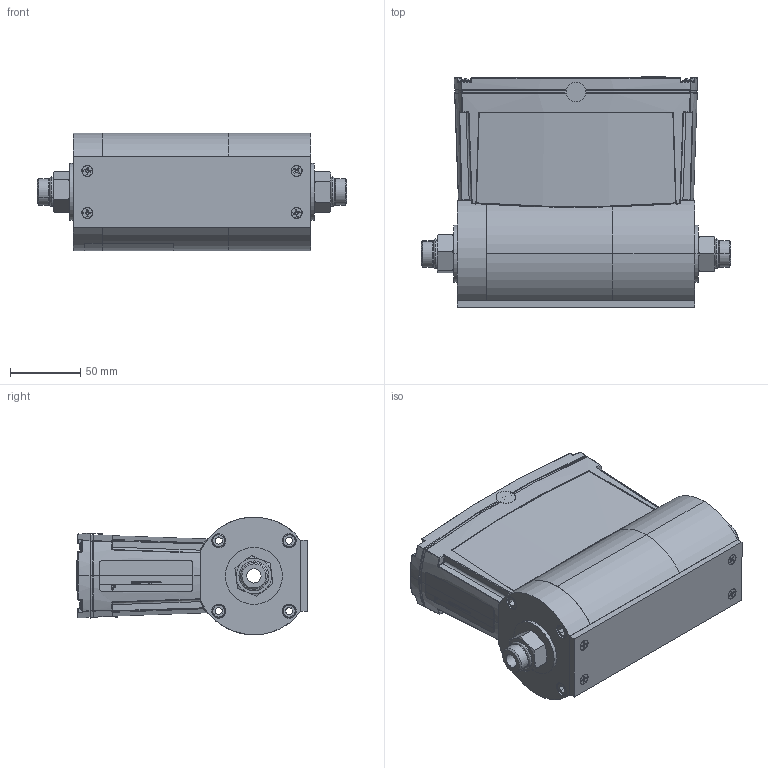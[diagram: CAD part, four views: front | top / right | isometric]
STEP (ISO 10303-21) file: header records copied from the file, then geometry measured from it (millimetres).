
FILE_DESCRIPTION (( 'STEP AP214' ), '1' );
FILE_NAME ('IE1000-8VCO-15Pin-5VDC.STEP', '2016-05-27T18:47:10', ( '' ), ( '' ), 'SwSTEP 2.0', 'SolidWorks 2015', '' );
FILE_SCHEMA (( 'AUTOMOTIVE_DESIGN' ));
Length unit declared in the file: inch
Products named in the file (1): IE1000-8VCO-15Pin-5VDC
Bounding box: 220.77 x 164.64 x 84.2 mm (x, y, z)
Surface area: 152169.9 mm2 (no closed solid volume)
Topology: 0 solids, 67 shells, 915 faces, 3353 edges, 2419 vertices
Faces by surface type: plane 402, cylinder 156, torus 126, cone 95, bspline 91, sphere 45
Entity records: 52001 total; most frequent: CARTESIAN_POINT 13146, DIRECTION 5516, ORIENTED_EDGE 4996, EDGE_CURVE 3333, VERTEX_POINT 2414, AXIS2_PLACEMENT_3D 2040, VECTOR 1436, LINE 1436
